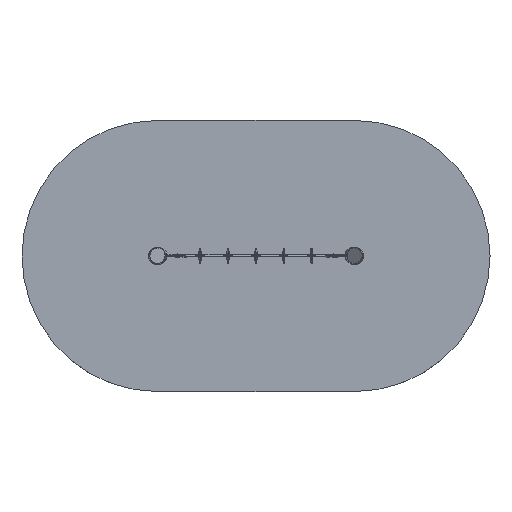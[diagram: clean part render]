
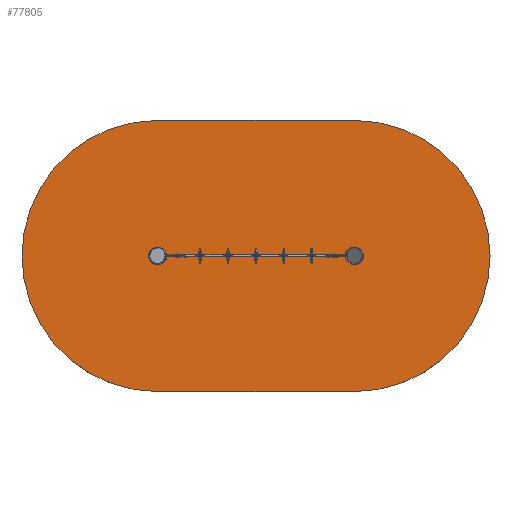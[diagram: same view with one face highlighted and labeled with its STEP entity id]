
A CAD part, top view. The second image highlights one B-rep face of the part: STEP entity #77805.
In plain terms, the highlighted planar face has unit normal (0, 0, 1).
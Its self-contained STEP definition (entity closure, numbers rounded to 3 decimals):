
#6339 = VERTEX_POINT ( 'NONE', #175487 ) ;
#10872 = CARTESIAN_POINT ( 'NONE',  ( 1119.785, 1551.737, 150. ) ) ;
#12999 = EDGE_CURVE ( 'NONE', #220795, #105230, #165626, .T. ) ;
#15165 = ORIENTED_EDGE ( 'NONE', *, *, #135445, .T. ) ;
#17241 = ORIENTED_EDGE ( 'NONE', *, *, #198409, .T. ) ;
#18754 = CARTESIAN_POINT ( 'NONE',  ( 1119.785, 1.787, 150. ) ) ;
#22001 = ORIENTED_EDGE ( 'NONE', *, *, #51989, .T. ) ;
#22914 = CIRCLE ( 'NONE', #100011, 1549.95 ) ;
#36117 = DIRECTION ( 'NONE',  ( -1., 0., 0. ) ) ;
#38365 = VECTOR ( 'NONE', #77413, 1000. ) ;
#43862 = VERTEX_POINT ( 'NONE', #207812 ) ;
#44305 = AXIS2_PLACEMENT_3D ( 'NONE', #60090, #181034, #77449 ) ;
#45387 = VERTEX_POINT ( 'NONE', #114847 ) ;
#48259 = DIRECTION ( 'NONE',  ( 1., 0., 0. ) ) ;
#49946 = EDGE_CURVE ( 'NONE', #45387, #220289, #167770, .T. ) ;
#51989 = EDGE_CURVE ( 'NONE', #220289, #180387, #84343, .T. ) ;
#57253 = DIRECTION ( 'NONE',  ( 0., 0., 1. ) ) ;
#58799 = CARTESIAN_POINT ( 'NONE',  ( -2680.265, 1.787, 150. ) ) ;
#60090 = CARTESIAN_POINT ( 'NONE',  ( 1119.785, 1.687, 150. ) ) ;
#64144 = AXIS2_PLACEMENT_3D ( 'NONE', #160734, #57253, #178148 ) ;
#64915 = CARTESIAN_POINT ( 'NONE',  ( -1130.315, -1548.263, 150. ) ) ;
#72597 = CARTESIAN_POINT ( 'NONE',  ( -1130.315, 1.787, 150. ) ) ;
#77413 = DIRECTION ( 'NONE',  ( 0., 1., 0. ) ) ;
#77449 = DIRECTION ( 'NONE',  ( 1., 0., 0. ) ) ;
#77805 = ADVANCED_FACE ( 'NONE', ( #140285 ), #216282, .F. ) ;
#79431 = VERTEX_POINT ( 'NONE', #10872 ) ;
#79508 = CARTESIAN_POINT ( 'NONE',  ( 1119.785, 1.787, 150. ) ) ;
#79931 = DIRECTION ( 'NONE',  ( 0., -1., 0. ) ) ;
#84343 = LINE ( 'NONE', #197662, #38365 ) ;
#84500 = VECTOR ( 'NONE', #185018, 1000. ) ;
#85292 = LINE ( 'NONE', #64915, #125888 ) ;
#89133 = ORIENTED_EDGE ( 'NONE', *, *, #207513, .T. ) ;
#90120 = DIRECTION ( 'NONE',  ( -1., 0., 0. ) ) ;
#96969 = DIRECTION ( 'NONE',  ( -1., 0., 0. ) ) ;
#98494 = AXIS2_PLACEMENT_3D ( 'NONE', #79508, #200494, #96969 ) ;
#100011 = AXIS2_PLACEMENT_3D ( 'NONE', #18754, #139621, #36117 ) ;
#105230 = VERTEX_POINT ( 'NONE', #184109 ) ;
#114361 = CIRCLE ( 'NONE', #197711, 1549.95 ) ;
#114847 = CARTESIAN_POINT ( 'NONE',  ( 1119.785, -1548.263, 150. ) ) ;
#119516 = EDGE_LOOP ( 'NONE', ( #221528, #89133, #17241, #169586, #15165, #204872, #123392, #22001 ) ) ;
#119750 = VECTOR ( 'NONE', #79931, 1000. ) ;
#123392 = ORIENTED_EDGE ( 'NONE', *, *, #49946, .T. ) ;
#124667 = CIRCLE ( 'NONE', #64144, 1549.95 ) ;
#125888 = VECTOR ( 'NONE', #48259, 1000. ) ;
#135445 = EDGE_CURVE ( 'NONE', #105230, #6339, #124667, .T. ) ;
#139621 = DIRECTION ( 'NONE',  ( 0., 0., 1. ) ) ;
#139930 = EDGE_CURVE ( 'NONE', #6339, #45387, #85292, .T. ) ;
#140285 = FACE_OUTER_BOUND ( 'NONE', #119516, .T. ) ;
#142407 = EDGE_CURVE ( 'NONE', #180387, #79431, #22914, .T. ) ;
#160734 = CARTESIAN_POINT ( 'NONE',  ( -1130.315, 1.687, 150. ) ) ;
#161131 = CARTESIAN_POINT ( 'NONE',  ( -2680.265, 1.787, 150. ) ) ;
#165626 = LINE ( 'NONE', #58799, #119750 ) ;
#167770 = CIRCLE ( 'NONE', #44305, 1549.95 ) ;
#169586 = ORIENTED_EDGE ( 'NONE', *, *, #12999, .T. ) ;
#175487 = CARTESIAN_POINT ( 'NONE',  ( -1130.315, -1548.263, 150. ) ) ;
#178148 = DIRECTION ( 'NONE',  ( -1., 0., 0. ) ) ;
#180387 = VERTEX_POINT ( 'NONE', #210487 ) ;
#181034 = DIRECTION ( 'NONE',  ( 0., 0., 1. ) ) ;
#184109 = CARTESIAN_POINT ( 'NONE',  ( -2680.265, 1.687, 150. ) ) ;
#185018 = DIRECTION ( 'NONE',  ( -1., 0., 0. ) ) ;
#193539 = DIRECTION ( 'NONE',  ( 0., 0., 1. ) ) ;
#197662 = CARTESIAN_POINT ( 'NONE',  ( 2669.735, 1.787, 150. ) ) ;
#197711 = AXIS2_PLACEMENT_3D ( 'NONE', #72597, #193539, #90120 ) ;
#198409 = EDGE_CURVE ( 'NONE', #43862, #220795, #114361, .T. ) ;
#200494 = DIRECTION ( 'NONE',  ( 0., 0., -1. ) ) ;
#204872 = ORIENTED_EDGE ( 'NONE', *, *, #139930, .T. ) ;
#207513 = EDGE_CURVE ( 'NONE', #79431, #43862, #216965, .T. ) ;
#207812 = CARTESIAN_POINT ( 'NONE',  ( -1130.315, 1551.737, 150. ) ) ;
#210487 = CARTESIAN_POINT ( 'NONE',  ( 2669.735, 1.787, 150. ) ) ;
#215786 = CARTESIAN_POINT ( 'NONE',  ( 2669.735, 1.687, 150. ) ) ;
#216282 = PLANE ( 'NONE',  #98494 ) ;
#216965 = LINE ( 'NONE', #220563, #84500 ) ;
#220289 = VERTEX_POINT ( 'NONE', #215786 ) ;
#220563 = CARTESIAN_POINT ( 'NONE',  ( -1130.315, 1551.737, 150. ) ) ;
#220795 = VERTEX_POINT ( 'NONE', #161131 ) ;
#221528 = ORIENTED_EDGE ( 'NONE', *, *, #142407, .T. ) ;
